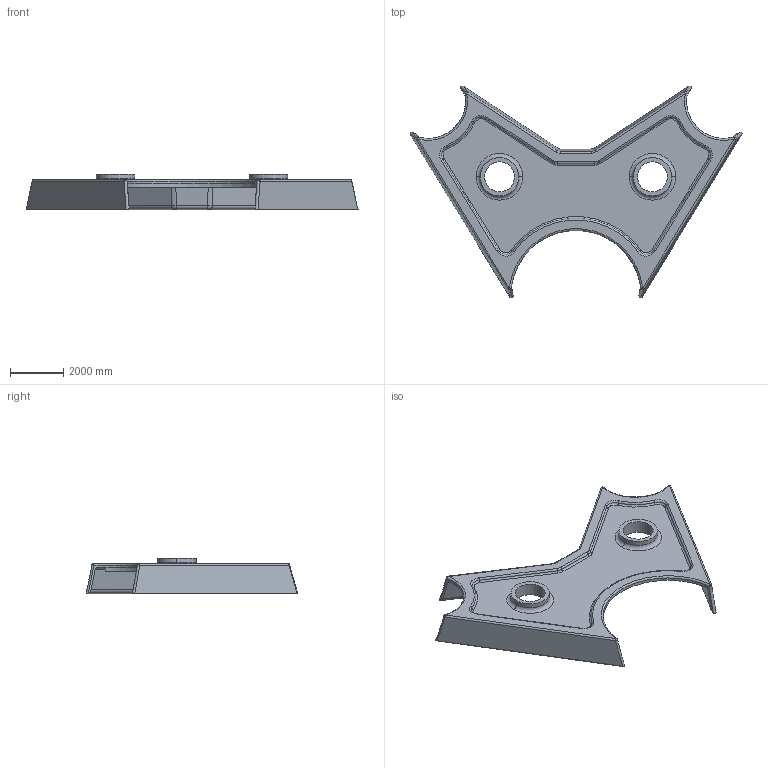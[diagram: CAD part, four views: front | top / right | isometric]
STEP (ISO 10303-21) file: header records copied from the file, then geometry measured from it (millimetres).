
FILE_DESCRIPTION((''),'2;1');
FILE_NAME('FRONT_COVER','2026-01-05T14:44:23',('H576696'),('Honeywell International Inc.'),'CREO PARAMETRIC BY PTC INC, 2023134','CREO PARAMETRIC BY PTC INC, 2023134','');
FILE_SCHEMA(('AUTOMOTIVE_DESIGN { 1 0 10303 214 1 1 1 1 }'));
Length unit declared in the file: inch
Products named in the file (1): FRONT_COVER
Bounding box: 12467.81 x 7957.51 x 1324.61 mm (x, y, z)
Volume: 11684276036.4 mm3; surface area: 148469203.1 mm2
Topology: 1 solids, 1 shells, 114 faces, 274 edges, 166 vertices
Faces by surface type: cylinder 40, torus 29, plane 24, bspline 12, sphere 6, cone 3
Entity records: 4188 total; most frequent: CARTESIAN_POINT 1420, DIRECTION 558, ORIENTED_EDGE 548, EDGE_CURVE 274, AXIS2_PLACEMENT_3D 237, VERTEX_POINT 166, CIRCLE 134, EDGE_LOOP 122
